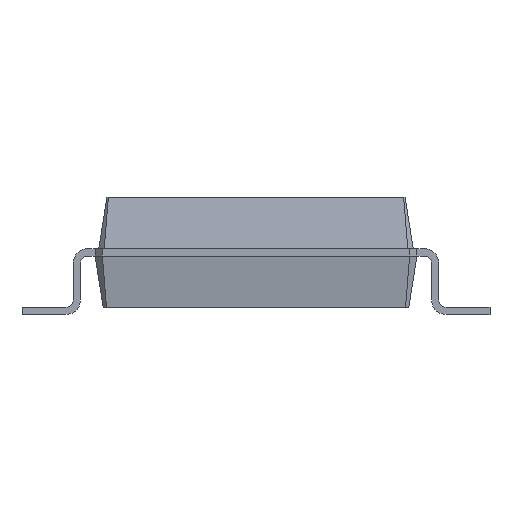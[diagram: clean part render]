
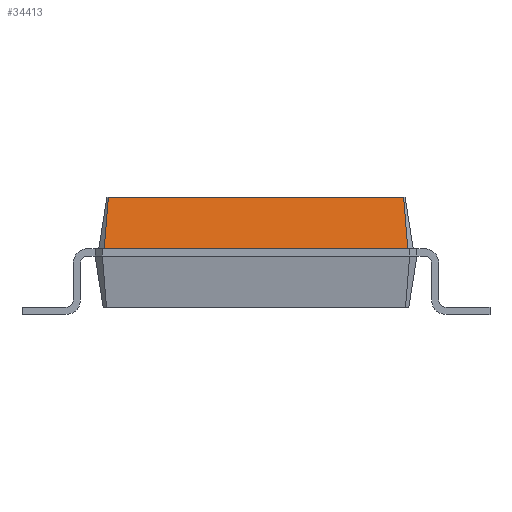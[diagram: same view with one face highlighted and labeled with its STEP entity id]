
A CAD part, front view. The second image highlights one B-rep face of the part: STEP entity #34413.
In plain terms, the highlighted free-form (B-spline) face has degree [1, 1] with [2, 2] control points.
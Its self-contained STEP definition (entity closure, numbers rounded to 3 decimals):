
#8093 = B_SPLINE_SURFACE_WITH_KNOTS('',1,1,(
(#8094,#8095)
,(#8096,#8097
)),.UNSPECIFIED.,.F.,.F.,.F.,(2,2),(2,2),(0.,0.106),(0.,1.)
,.PIECEWISE_BEZIER_KNOTS.);
#8094 = CARTESIAN_POINT('',(2.15,-6.125,0.9));
#8095 = CARTESIAN_POINT('',(2.039,-6.07,1.6));
#8096 = CARTESIAN_POINT('',(2.075,-6.2,0.9));
#8097 = CARTESIAN_POINT('',(2.02,-6.089,1.6));
#8120 = PLANE('',#8121);
#8121 = AXIS2_PLACEMENT_3D('',#8122,#8123,#8124);
#8122 = CARTESIAN_POINT('',(-2.02,6.089,1.6));
#8123 = DIRECTION('',(0.,-0.,-1.));
#8124 = DIRECTION('',(0.315,-0.949,0.));
#25167 = VERTEX_POINT('',#25168);
#25168 = CARTESIAN_POINT('',(2.075,-6.2,0.9));
#25188 = EDGE_CURVE('',#25167,#25189,#25191,.T.);
#25189 = VERTEX_POINT('',#25190);
#25190 = CARTESIAN_POINT('',(2.02,-6.089,1.6));
#25191 = SURFACE_CURVE('',#25192,(#25195,#25202),.PCURVE_S1.);
#25192 = B_SPLINE_CURVE_WITH_KNOTS('',1,(#25193,#25194),.UNSPECIFIED.,
.F.,.F.,(2,2),(0.,1.),.PIECEWISE_BEZIER_KNOTS.);
#25193 = CARTESIAN_POINT('',(2.075,-6.2,0.9));
#25194 = CARTESIAN_POINT('',(2.02,-6.089,1.6));
#25195 = PCURVE('',#8093,#25196);
#25196 = DEFINITIONAL_REPRESENTATION('',(#25197),#25201);
#25197 = LINE('',#25198,#25199);
#25198 = CARTESIAN_POINT('',(0.106,0.));
#25199 = VECTOR('',#25200,1.);
#25200 = DIRECTION('',(0.,1.));
#25201 = ( GEOMETRIC_REPRESENTATION_CONTEXT(2)
PARAMETRIC_REPRESENTATION_CONTEXT() REPRESENTATION_CONTEXT('2D SPACE',''
) );
#25202 = PCURVE('',#25203,#25208);
#25203 = B_SPLINE_SURFACE_WITH_KNOTS('',1,1,(
(#25204,#25205)
,(#25206,#25207
)),.UNSPECIFIED.,.F.,.F.,.F.,(2,2),(2,2),(0.,4.15),(0.,1.),
.PIECEWISE_BEZIER_KNOTS.);
#25204 = CARTESIAN_POINT('',(2.075,-6.2,0.9));
#25205 = CARTESIAN_POINT('',(2.02,-6.089,1.6));
#25206 = CARTESIAN_POINT('',(-2.075,-6.2,0.9));
#25207 = CARTESIAN_POINT('',(-2.02,-6.089,1.6));
#25208 = DEFINITIONAL_REPRESENTATION('',(#25209),#25213);
#25209 = LINE('',#25210,#25211);
#25210 = CARTESIAN_POINT('',(0.,0.));
#25211 = VECTOR('',#25212,1.);
#25212 = DIRECTION('',(0.,1.));
#25213 = ( GEOMETRIC_REPRESENTATION_CONTEXT(2)
PARAMETRIC_REPRESENTATION_CONTEXT() REPRESENTATION_CONTEXT('2D SPACE',''
) );
#25290 = EDGE_CURVE('',#25189,#25291,#25293,.T.);
#25291 = VERTEX_POINT('',#25292);
#25292 = CARTESIAN_POINT('',(-2.02,-6.089,1.6));
#25293 = SURFACE_CURVE('',#25294,(#25298,#25305),.PCURVE_S1.);
#25294 = LINE('',#25295,#25296);
#25295 = CARTESIAN_POINT('',(2.02,-6.089,1.6));
#25296 = VECTOR('',#25297,1.);
#25297 = DIRECTION('',(-1.,0.,0.));
#25298 = PCURVE('',#8120,#25299);
#25299 = DEFINITIONAL_REPRESENTATION('',(#25300),#25304);
#25300 = LINE('',#25301,#25302);
#25301 = CARTESIAN_POINT('',(12.831,0.));
#25302 = VECTOR('',#25303,1.);
#25303 = DIRECTION('',(-0.315,0.949));
#25304 = ( GEOMETRIC_REPRESENTATION_CONTEXT(2)
PARAMETRIC_REPRESENTATION_CONTEXT() REPRESENTATION_CONTEXT('2D SPACE',''
) );
#25305 = PCURVE('',#25203,#25306);
#25306 = DEFINITIONAL_REPRESENTATION('',(#25307),#25310);
#25307 = B_SPLINE_CURVE_WITH_KNOTS('',1,(#25308,#25309),.UNSPECIFIED.,
.F.,.F.,(2,2),(0.,4.039),.PIECEWISE_BEZIER_KNOTS.);
#25308 = CARTESIAN_POINT('',(0.,1.));
#25309 = CARTESIAN_POINT('',(4.15,1.));
#25310 = ( GEOMETRIC_REPRESENTATION_CONTEXT(2)
PARAMETRIC_REPRESENTATION_CONTEXT() REPRESENTATION_CONTEXT('2D SPACE',''
) );
#25328 = B_SPLINE_SURFACE_WITH_KNOTS('',1,1,(
(#25329,#25330)
,(#25331,#25332
)),.UNSPECIFIED.,.F.,.F.,.F.,(2,2),(2,2),(0.,0.106),(0.,1.)
,.PIECEWISE_BEZIER_KNOTS.);
#25329 = CARTESIAN_POINT('',(-2.075,-6.2,0.9));
#25330 = CARTESIAN_POINT('',(-2.02,-6.089,1.6));
#25331 = CARTESIAN_POINT('',(-2.15,-6.125,0.9));
#25332 = CARTESIAN_POINT('',(-2.039,-6.07,1.6));
#25686 = B_SPLINE_SURFACE_WITH_KNOTS('',1,1,(
(#25687,#25688)
,(#25689,#25690
)),.UNSPECIFIED.,.F.,.F.,.F.,(2,2),(2,2),(0.,4.2),(0.,1.),
.PIECEWISE_BEZIER_KNOTS.);
#25687 = CARTESIAN_POINT('',(2.1,-6.25,0.9));
#25688 = CARTESIAN_POINT('',(2.075,-6.2,0.9));
#25689 = CARTESIAN_POINT('',(-2.1,-6.25,0.9));
#25690 = CARTESIAN_POINT('',(-2.075,-6.2,0.9));
#34413 = ADVANCED_FACE('',(#34414),#25203,.F.);
#34414 = FACE_BOUND('',#34415,.F.);
#34415 = EDGE_LOOP('',(#34416,#34438,#34458,#34459));
#34416 = ORIENTED_EDGE('',*,*,#34417,.T.);
#34417 = EDGE_CURVE('',#25167,#34418,#34420,.T.);
#34418 = VERTEX_POINT('',#34419);
#34419 = CARTESIAN_POINT('',(-2.075,-6.2,0.9));
#34420 = SURFACE_CURVE('',#34421,(#34425,#34432),.PCURVE_S1.);
#34421 = LINE('',#34422,#34423);
#34422 = CARTESIAN_POINT('',(2.075,-6.2,0.9));
#34423 = VECTOR('',#34424,1.);
#34424 = DIRECTION('',(-1.,0.,0.));
#34425 = PCURVE('',#25203,#34426);
#34426 = DEFINITIONAL_REPRESENTATION('',(#34427),#34431);
#34427 = LINE('',#34428,#34429);
#34428 = CARTESIAN_POINT('',(0.,0.));
#34429 = VECTOR('',#34430,1.);
#34430 = DIRECTION('',(1.,0.));
#34431 = ( GEOMETRIC_REPRESENTATION_CONTEXT(2)
PARAMETRIC_REPRESENTATION_CONTEXT() REPRESENTATION_CONTEXT('2D SPACE',''
) );
#34432 = PCURVE('',#25686,#34433);
#34433 = DEFINITIONAL_REPRESENTATION('',(#34434),#34437);
#34434 = B_SPLINE_CURVE_WITH_KNOTS('',1,(#34435,#34436),.UNSPECIFIED.,
.F.,.F.,(2,2),(0.,4.15),.PIECEWISE_BEZIER_KNOTS.);
#34435 = CARTESIAN_POINT('',(0.,1.));
#34436 = CARTESIAN_POINT('',(4.2,1.));
#34437 = ( GEOMETRIC_REPRESENTATION_CONTEXT(2)
PARAMETRIC_REPRESENTATION_CONTEXT() REPRESENTATION_CONTEXT('2D SPACE',''
) );
#34438 = ORIENTED_EDGE('',*,*,#34439,.T.);
#34439 = EDGE_CURVE('',#34418,#25291,#34440,.T.);
#34440 = SURFACE_CURVE('',#34441,(#34444,#34451),.PCURVE_S1.);
#34441 = B_SPLINE_CURVE_WITH_KNOTS('',1,(#34442,#34443),.UNSPECIFIED.,
.F.,.F.,(2,2),(0.,1.),.PIECEWISE_BEZIER_KNOTS.);
#34442 = CARTESIAN_POINT('',(-2.075,-6.2,0.9));
#34443 = CARTESIAN_POINT('',(-2.02,-6.089,1.6));
#34444 = PCURVE('',#25203,#34445);
#34445 = DEFINITIONAL_REPRESENTATION('',(#34446),#34450);
#34446 = LINE('',#34447,#34448);
#34447 = CARTESIAN_POINT('',(4.15,0.));
#34448 = VECTOR('',#34449,1.);
#34449 = DIRECTION('',(0.,1.));
#34450 = ( GEOMETRIC_REPRESENTATION_CONTEXT(2)
PARAMETRIC_REPRESENTATION_CONTEXT() REPRESENTATION_CONTEXT('2D SPACE',''
) );
#34451 = PCURVE('',#25328,#34452);
#34452 = DEFINITIONAL_REPRESENTATION('',(#34453),#34457);
#34453 = LINE('',#34454,#34455);
#34454 = CARTESIAN_POINT('',(0.,0.));
#34455 = VECTOR('',#34456,1.);
#34456 = DIRECTION('',(0.,1.));
#34457 = ( GEOMETRIC_REPRESENTATION_CONTEXT(2)
PARAMETRIC_REPRESENTATION_CONTEXT() REPRESENTATION_CONTEXT('2D SPACE',''
) );
#34458 = ORIENTED_EDGE('',*,*,#25290,.F.);
#34459 = ORIENTED_EDGE('',*,*,#25188,.F.);
